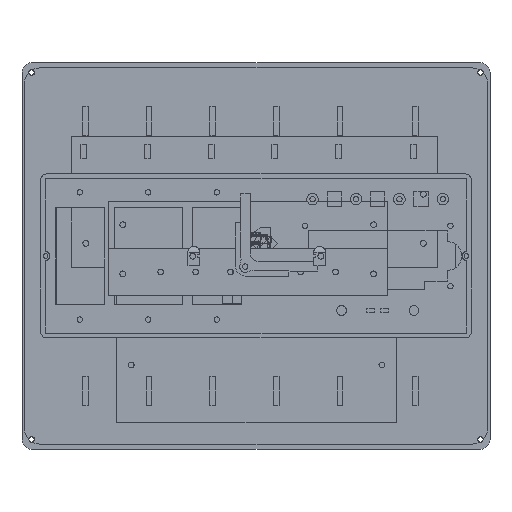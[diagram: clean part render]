
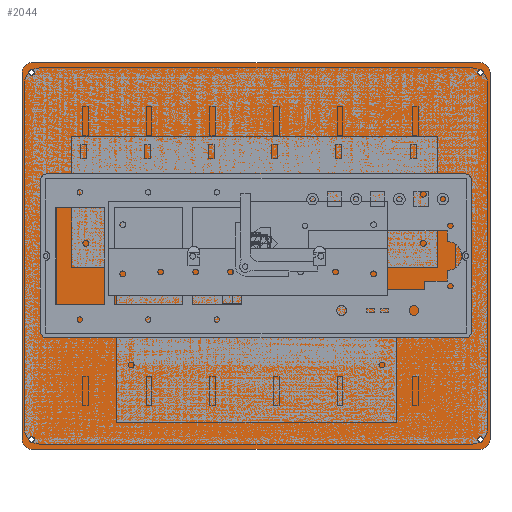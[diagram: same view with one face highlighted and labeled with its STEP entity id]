
A CAD part, top view. The second image highlights one B-rep face of the part: STEP entity #2044.
In plain terms, the highlighted planar face has unit normal (0, 0, 1).
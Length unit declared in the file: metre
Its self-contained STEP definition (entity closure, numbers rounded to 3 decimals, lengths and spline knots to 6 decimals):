
#2044 = ADVANCED_FACE( '', ( #4405, #4406, #4407, #4408, #4409 ), #4410, .T. );
#4405 = FACE_OUTER_BOUND( '', #7135, .T. );
#4406 = FACE_BOUND( '', #7136, .T. );
#4407 = FACE_BOUND( '', #7137, .T. );
#4408 = FACE_BOUND( '', #7138, .T. );
#4409 = FACE_BOUND( '', #7139, .T. );
#4410 = PLANE( '', #7140 );
#7135 = EDGE_LOOP( '', ( #12870, #12871, #12872, #12873, #12874, #12875, #12876, #12877 ) );
#7136 = EDGE_LOOP( '', ( #12878 ) );
#7137 = EDGE_LOOP( '', ( #12879 ) );
#7138 = EDGE_LOOP( '', ( #12880 ) );
#7139 = EDGE_LOOP( '', ( #12881 ) );
#7140 = AXIS2_PLACEMENT_3D( '', #12882, #12883, #12884 );
#12870 = ORIENTED_EDGE( '', *, *, #15697, .F. );
#12871 = ORIENTED_EDGE( '', *, *, #16513, .T. );
#12872 = ORIENTED_EDGE( '', *, *, #16235, .F. );
#12873 = ORIENTED_EDGE( '', *, *, #16806, .F. );
#12874 = ORIENTED_EDGE( '', *, *, #16622, .T. );
#12875 = ORIENTED_EDGE( '', *, *, #15560, .T. );
#12876 = ORIENTED_EDGE( '', *, *, #16807, .F. );
#12877 = ORIENTED_EDGE( '', *, *, #16661, .F. );
#12878 = ORIENTED_EDGE( '', *, *, #14762, .T. );
#12879 = ORIENTED_EDGE( '', *, *, #16808, .F. );
#12880 = ORIENTED_EDGE( '', *, *, #16583, .F. );
#12881 = ORIENTED_EDGE( '', *, *, #16502, .T. );
#12882 = CARTESIAN_POINT( '', ( 0., 0., 0.00265 ) );
#12883 = DIRECTION( '', ( 0., 0., 1. ) );
#12884 = DIRECTION( '', ( 1., 0., 0. ) );
#14762 = EDGE_CURVE( '', #17532, #17532, #17533, .T. );
#15560 = EDGE_CURVE( '', #18869, #18867, #18870, .T. );
#15697 = EDGE_CURVE( '', #19092, #19094, #19095, .T. );
#16235 = EDGE_CURVE( '', #19886, #19888, #19889, .T. );
#16502 = EDGE_CURVE( '', #20239, #20239, #20240, .T. );
#16513 = EDGE_CURVE( '', #19092, #19888, #20253, .T. );
#16583 = EDGE_CURVE( '', #20342, #20342, #20343, .T. );
#16622 = EDGE_CURVE( '', #20389, #18869, #20390, .T. );
#16661 = EDGE_CURVE( '', #19094, #20442, #20443, .T. );
#16806 = EDGE_CURVE( '', #20389, #19886, #20612, .T. );
#16807 = EDGE_CURVE( '', #20442, #18867, #20613, .T. );
#16808 = EDGE_CURVE( '', #20614, #20614, #20615, .T. );
#17532 = VERTEX_POINT( '', #21609 );
#17533 = CIRCLE( '', #21610, 0.0014 );
#18867 = VERTEX_POINT( '', #23635 );
#18869 = VERTEX_POINT( '', #23638 );
#18870 = CIRCLE( '', #23639, 0.005 );
#19092 = VERTEX_POINT( '', #23953 );
#19094 = VERTEX_POINT( '', #23956 );
#19095 = LINE( '', #23957, #23958 );
#19886 = VERTEX_POINT( '', #25210 );
#19888 = VERTEX_POINT( '', #25213 );
#19889 = LINE( '', #25214, #25215 );
#20239 = VERTEX_POINT( '', #25781 );
#20240 = CIRCLE( '', #25782, 0.0014 );
#20253 = CIRCLE( '', #25801, 0.005 );
#20342 = VERTEX_POINT( '', #25924 );
#20343 = CIRCLE( '', #25925, 0.0014 );
#20389 = VERTEX_POINT( '', #25996 );
#20390 = LINE( '', #25997, #25998 );
#20442 = VERTEX_POINT( '', #26083 );
#20443 = CIRCLE( '', #26084, 0.005 );
#20612 = CIRCLE( '', #26332, 0.005 );
#20613 = LINE( '', #26333, #26334 );
#20614 = VERTEX_POINT( '', #26335 );
#20615 = CIRCLE( '', #26336, 0.0014 );
#21609 = CARTESIAN_POINT( '', ( 0.117732, -0.095157, 0.00265 ) );
#21610 = AXIS2_PLACEMENT_3D( '', #26934, #26935, #26936 );
#23635 = CARTESIAN_POINT( '', ( 0.116325, 0.10015, 0.00265 ) );
#23638 = CARTESIAN_POINT( '', ( 0.121325, 0.09515, 0.00265 ) );
#23639 = AXIS2_PLACEMENT_3D( '', #27602, #27603, #27604 );
#23953 = CARTESIAN_POINT( '', ( -0.121325, -0.09515, 0.00265 ) );
#23956 = CARTESIAN_POINT( '', ( -0.121325, 0.09515, 0.00265 ) );
#23957 = CARTESIAN_POINT( '', ( -0.121325, -0.047575, 0.00265 ) );
#23958 = VECTOR( '', #27752, 1. );
#25210 = CARTESIAN_POINT( '', ( 0.116325, -0.10015, 0.00265 ) );
#25213 = CARTESIAN_POINT( '', ( -0.116325, -0.10015, 0.00265 ) );
#25214 = CARTESIAN_POINT( '', ( -0.105, -0.10015, 0.00265 ) );
#25215 = VECTOR( '', #28177, 1. );
#25781 = CARTESIAN_POINT( '', ( -0.114932, 0.095157, 0.00265 ) );
#25782 = AXIS2_PLACEMENT_3D( '', #28346, #28347, #28348 );
#25801 = AXIS2_PLACEMENT_3D( '', #28355, #28356, #28357 );
#25924 = CARTESIAN_POINT( '', ( 0.117732, 0.095157, 0.00265 ) );
#25925 = AXIS2_PLACEMENT_3D( '', #28429, #28430, #28431 );
#25996 = CARTESIAN_POINT( '', ( 0.121325, -0.09515, 0.00265 ) );
#25997 = CARTESIAN_POINT( '', ( 0.121325, -0.047575, 0.00265 ) );
#25998 = VECTOR( '', #28449, 1. );
#26083 = CARTESIAN_POINT( '', ( -0.116325, 0.10015, 0.00265 ) );
#26084 = AXIS2_PLACEMENT_3D( '', #28469, #28470, #28471 );
#26332 = AXIS2_PLACEMENT_3D( '', #28570, #28571, #28572 );
#26333 = CARTESIAN_POINT( '', ( 0.105, 0.10015, 0.00265 ) );
#26334 = VECTOR( '', #28573, 1. );
#26335 = CARTESIAN_POINT( '', ( -0.114932, -0.095157, 0.00265 ) );
#26336 = AXIS2_PLACEMENT_3D( '', #28574, #28575, #28576 );
#26934 = CARTESIAN_POINT( '', ( 0.116332, -0.095157, 0.00265 ) );
#26935 = DIRECTION( '', ( 0., 0., -1. ) );
#26936 = DIRECTION( '', ( 1., 0., 0. ) );
#27602 = CARTESIAN_POINT( '', ( 0.116325, 0.09515, 0.00265 ) );
#27603 = DIRECTION( '', ( 0., 0., 1. ) );
#27604 = DIRECTION( '', ( 1., 0., 0. ) );
#27752 = DIRECTION( '', ( 0., 1., 0. ) );
#28177 = DIRECTION( '', ( -1., 0., 0. ) );
#28346 = CARTESIAN_POINT( '', ( -0.116332, 0.095157, 0.00265 ) );
#28347 = DIRECTION( '', ( 0., 0., -1. ) );
#28348 = DIRECTION( '', ( 1., 0., 0. ) );
#28355 = CARTESIAN_POINT( '', ( -0.116325, -0.09515, 0.00265 ) );
#28356 = DIRECTION( '', ( 0., 0., 1. ) );
#28357 = DIRECTION( '', ( 1., 0., 0. ) );
#28429 = CARTESIAN_POINT( '', ( 0.116332, 0.095157, 0.00265 ) );
#28430 = DIRECTION( '', ( 0., 0., 1. ) );
#28431 = DIRECTION( '', ( 1., 0., 0. ) );
#28449 = DIRECTION( '', ( 0., 1., 0. ) );
#28469 = CARTESIAN_POINT( '', ( -0.116325, 0.09515, 0.00265 ) );
#28470 = DIRECTION( '', ( 0., 0., -1. ) );
#28471 = DIRECTION( '', ( 1., 0., 0. ) );
#28570 = CARTESIAN_POINT( '', ( 0.116325, -0.09515, 0.00265 ) );
#28571 = DIRECTION( '', ( 0., 0., -1. ) );
#28572 = DIRECTION( '', ( 1., 0., 0. ) );
#28573 = DIRECTION( '', ( 1., 0., 0. ) );
#28574 = CARTESIAN_POINT( '', ( -0.116332, -0.095157, 0.00265 ) );
#28575 = DIRECTION( '', ( 0., 0., 1. ) );
#28576 = DIRECTION( '', ( 1., 0., 0. ) );
